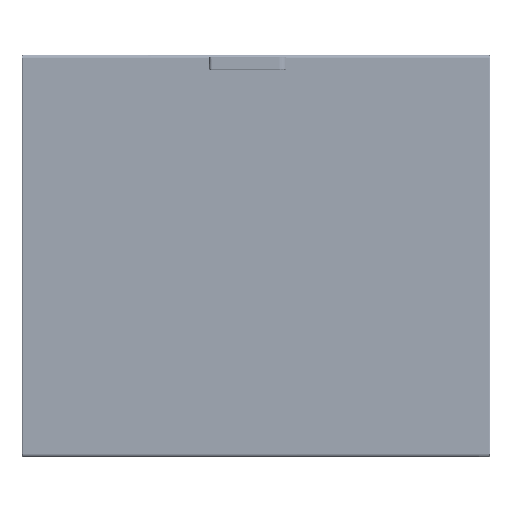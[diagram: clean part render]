
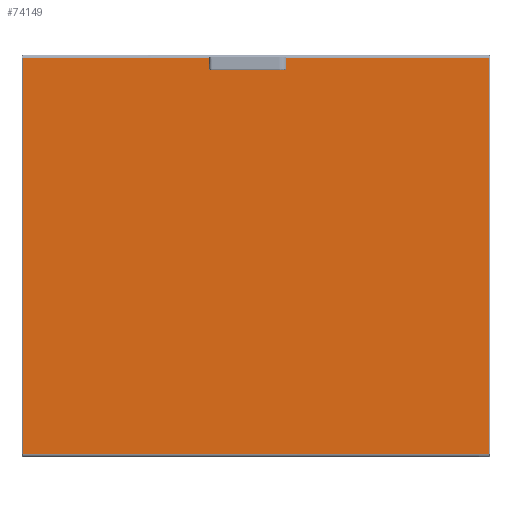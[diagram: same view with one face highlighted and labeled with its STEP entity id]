
A CAD part, top view. The second image highlights one B-rep face of the part: STEP entity #74149.
In plain terms, the highlighted planar face has unit normal (0, 0, 1).
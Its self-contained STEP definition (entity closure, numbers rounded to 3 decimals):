
#7052 = LINE ( 'NONE', #7054, #115830 ) ;
#7054 = CARTESIAN_POINT ( 'NONE',  ( 37.662, 471., 2. ) ) ;
#7056 = LINE ( 'NONE', #7067, #115839 ) ;
#7063 = DIRECTION ( 'NONE',  ( 1., 0., 0. ) ) ;
#7067 = CARTESIAN_POINT ( 'NONE',  ( -37.662, 471., 2. ) ) ;
#7070 = CARTESIAN_POINT ( 'NONE',  ( -54.3, 475.5, 2. ) ) ;
#7072 = DIRECTION ( 'NONE',  ( 0., 0., 1. ) ) ;
#7074 = DIRECTION ( 'NONE',  ( 1., 0., 0. ) ) ;
#7076 = CARTESIAN_POINT ( 'NONE',  ( 37.662, 480., 2. ) ) ;
#7078 = DIRECTION ( 'NONE',  ( 1., 0., 0. ) ) ;
#7082 = LINE ( 'NONE', #7084, #115847 ) ;
#7084 = CARTESIAN_POINT ( 'NONE',  ( 575.49, 487.5, 2. ) ) ;
#7086 = CARTESIAN_POINT ( 'NONE',  ( 54.3, 475.5, 2. ) ) ;
#7088 = DIRECTION ( 'NONE',  ( 0., 0., 1. ) ) ;
#7090 = DIRECTION ( 'NONE',  ( -1., 0., 0. ) ) ;
#7092 = LINE ( 'NONE', #7076, #115851 ) ;
#7094 = DIRECTION ( 'NONE',  ( -1., 0., 0. ) ) ;
#7096 = LINE ( 'NONE', #7102, #115863 ) ;
#7100 = DIRECTION ( 'NONE',  ( -1., 0., 0. ) ) ;
#7102 = CARTESIAN_POINT ( 'NONE',  ( -14.338, 471., 2. ) ) ;
#7109 = CARTESIAN_POINT ( 'NONE',  ( -26., 475.5, 2. ) ) ;
#7111 = DIRECTION ( 'NONE',  ( 0., 0., 1. ) ) ;
#7113 = DIRECTION ( 'NONE',  ( 1., 0., 0. ) ) ;
#7115 = CARTESIAN_POINT ( 'NONE',  ( -37.662, 480., 2. ) ) ;
#7120 = LINE ( 'NONE', #7115, #115865 ) ;
#7123 = DIRECTION ( 'NONE',  ( 1., 0., 0. ) ) ;
#7129 = DIRECTION ( 'NONE',  ( -1., 0., 0. ) ) ;
#7137 = CARTESIAN_POINT ( 'NONE',  ( 26., 475.5, 2. ) ) ;
#7139 = DIRECTION ( 'NONE',  ( 0., 0., 1. ) ) ;
#7141 = DIRECTION ( 'NONE',  ( -1., 0., 0. ) ) ;
#12836 = LINE ( 'NONE', #12977, #115169 ) ;
#12900 = LINE ( 'NONE', #12967, #115163 ) ;
#12967 = CARTESIAN_POINT ( 'NONE',  ( -575.49, -487.5, 2. ) ) ;
#12974 = DIRECTION ( 'NONE',  ( 1., 0., 0. ) ) ;
#12977 = CARTESIAN_POINT ( 'NONE',  ( -575.49, 495., 2. ) ) ;
#12984 = DIRECTION ( 'NONE',  ( 0., -1., 0. ) ) ;
#12989 = CARTESIAN_POINT ( 'NONE',  ( 575.49, 487.5, 2. ) ) ;
#12994 = LINE ( 'NONE', #12989, #115172 ) ;
#13008 = DIRECTION ( 'NONE',  ( -1., 0., 0. ) ) ;
#13030 = CARTESIAN_POINT ( 'NONE',  ( -26., 475.5, 2. ) ) ;
#13033 = DIRECTION ( 'NONE',  ( 0., 0., 1. ) ) ;
#13036 = DIRECTION ( 'NONE',  ( 1., 0., 0. ) ) ;
#13247 = LINE ( 'NONE', #13262, #115202 ) ;
#13262 = CARTESIAN_POINT ( 'NONE',  ( 575.49, -495., 2. ) ) ;
#13269 = DIRECTION ( 'NONE',  ( 0., 1., 0. ) ) ;
#32691 = CARTESIAN_POINT ( 'NONE',  ( 54.3, 475.5, 2. ) ) ;
#32694 = DIRECTION ( 'NONE',  ( 0., 0., 1. ) ) ;
#32698 = DIRECTION ( 'NONE',  ( -1., 0., 0. ) ) ;
#36117 = CARTESIAN_POINT ( 'NONE',  ( -14.338, 471., 2. ) ) ;
#36177 = CARTESIAN_POINT ( 'NONE',  ( 54.3, 480., 2. ) ) ;
#38744 = VERTEX_POINT ( 'NONE', #69054 ) ;
#38748 = VERTEX_POINT ( 'NONE', #106469 ) ;
#38749 = VERTEX_POINT ( 'NONE', #106476 ) ;
#38793 = VERTEX_POINT ( 'NONE', #60169 ) ;
#38794 = VERTEX_POINT ( 'NONE', #60172 ) ;
#38808 = VERTEX_POINT ( 'NONE', #60184 ) ;
#38921 = VERTEX_POINT ( 'NONE', #60274 ) ;
#38941 = VERTEX_POINT ( 'NONE', #60289 ) ;
#39311 = VERTEX_POINT ( 'NONE', #60421 ) ;
#39337 = VERTEX_POINT ( 'NONE', #60437 ) ;
#39429 = VERTEX_POINT ( 'NONE', #60487 ) ;
#39453 = VERTEX_POINT ( 'NONE', #60493 ) ;
#39504 = VERTEX_POINT ( 'NONE', #60505 ) ;
#39546 = VERTEX_POINT ( 'NONE', #60529 ) ;
#39571 = VERTEX_POINT ( 'NONE', #60543 ) ;
#53280 = CIRCLE ( 'NONE', #53284, 4.5 ) ;
#53284 = AXIS2_PLACEMENT_3D ( 'NONE', #32691, #32694, #32698 ) ;
#57409 = CARTESIAN_POINT ( 'NONE',  ( 26., 475.5, 2. ) ) ;
#57411 = DIRECTION ( 'NONE',  ( 0., 0., 1. ) ) ;
#57412 = DIRECTION ( 'NONE',  ( -1., 0., 0. ) ) ;
#57997 = EDGE_CURVE ( 'NONE', #38921, #39546, #64393, .T. ) ;
#60169 = CARTESIAN_POINT ( 'NONE',  ( -575.49, -487.5, 2. ) ) ;
#60172 = CARTESIAN_POINT ( 'NONE',  ( 575.49, -487.5, 2. ) ) ;
#60184 = CARTESIAN_POINT ( 'NONE',  ( -37.662, 471., 2. ) ) ;
#60274 = CARTESIAN_POINT ( 'NONE',  ( 37.662, 480., 2. ) ) ;
#60289 = CARTESIAN_POINT ( 'NONE',  ( -37.662, 480., 2. ) ) ;
#60421 = CARTESIAN_POINT ( 'NONE',  ( -54.3, 480., 2. ) ) ;
#60437 = CARTESIAN_POINT ( 'NONE',  ( 14.338, 471., 2. ) ) ;
#60487 = CARTESIAN_POINT ( 'NONE',  ( -575.49, 487.5, 2. ) ) ;
#60493 = CARTESIAN_POINT ( 'NONE',  ( -29.5, 487.5, 2. ) ) ;
#60505 = CARTESIAN_POINT ( 'NONE',  ( -54.3, 471., 2. ) ) ;
#60529 = CARTESIAN_POINT ( 'NONE',  ( 29.5, 487.5, 2. ) ) ;
#60543 = CARTESIAN_POINT ( 'NONE',  ( 37.662, 471., 2. ) ) ;
#64393 = CIRCLE ( 'NONE', #64404, 12.5 ) ;
#64404 = AXIS2_PLACEMENT_3D ( 'NONE', #57409, #57411, #57412 ) ;
#66310 = EDGE_CURVE ( 'NONE', #38749, #132906, #53280, .T. ) ;
#68623 = ORIENTED_EDGE ( 'NONE', *, *, #75494, .F. ) ;
#68627 = ORIENTED_EDGE ( 'NONE', *, *, #75487, .T. ) ;
#68630 = ORIENTED_EDGE ( 'NONE', *, *, #75479, .T. ) ;
#68634 = ORIENTED_EDGE ( 'NONE', *, *, #75476, .T. ) ;
#68637 = ORIENTED_EDGE ( 'NONE', *, *, #75545, .T. ) ;
#68641 = ORIENTED_EDGE ( 'NONE', *, *, #75292, .T. ) ;
#68644 = ORIENTED_EDGE ( 'NONE', *, *, #57997, .F. ) ;
#68648 = ORIENTED_EDGE ( 'NONE', *, *, #75296, .F. ) ;
#68651 = ORIENTED_EDGE ( 'NONE', *, *, #66310, .F. ) ;
#68655 = ORIENTED_EDGE ( 'NONE', *, *, #75289, .F. ) ;
#68658 = ORIENTED_EDGE ( 'NONE', *, *, #75278, .F. ) ;
#68662 = ORIENTED_EDGE ( 'NONE', *, *, #75314, .F. ) ;
#68665 = ORIENTED_EDGE ( 'NONE', *, *, #75307, .F. ) ;
#68669 = ORIENTED_EDGE ( 'NONE', *, *, #75300, .F. ) ;
#68672 = ORIENTED_EDGE ( 'NONE', *, *, #75285, .F. ) ;
#68676 = ORIENTED_EDGE ( 'NONE', *, *, #75281, .F. ) ;
#68679 = ORIENTED_EDGE ( 'NONE', *, *, #75311, .F. ) ;
#69054 = CARTESIAN_POINT ( 'NONE',  ( 54.3, 471., 2. ) ) ;
#74149 = ADVANCED_FACE ( 'NONE', ( #93167 ), #93168, .T. ) ;
#75278 = EDGE_CURVE ( 'NONE', #39571, #38744, #7052, .T. ) ;
#75281 = EDGE_CURVE ( 'NONE', #39311, #39504, #115835, .T. ) ;
#75285 = EDGE_CURVE ( 'NONE', #39504, #38808, #7056, .T. ) ;
#75289 = EDGE_CURVE ( 'NONE', #38744, #38749, #115844, .T. ) ;
#75292 = EDGE_CURVE ( 'NONE', #38748, #39546, #7082, .T. ) ;
#75296 = EDGE_CURVE ( 'NONE', #132906, #38921, #7092, .T. ) ;
#75300 = EDGE_CURVE ( 'NONE', #38808, #132908, #115855, .T. ) ;
#75307 = EDGE_CURVE ( 'NONE', #132908, #39337, #7096, .T. ) ;
#75311 = EDGE_CURVE ( 'NONE', #38941, #39311, #7120, .T. ) ;
#75314 = EDGE_CURVE ( 'NONE', #39337, #39571, #115867, .T. ) ;
#75476 = EDGE_CURVE ( 'NONE', #38793, #38794, #12900, .T. ) ;
#75479 = EDGE_CURVE ( 'NONE', #39429, #38793, #12836, .T. ) ;
#75487 = EDGE_CURVE ( 'NONE', #39453, #39429, #12994, .T. ) ;
#75494 = EDGE_CURVE ( 'NONE', #39453, #38941, #115176, .T. ) ;
#75545 = EDGE_CURVE ( 'NONE', #38794, #38748, #13247, .T. ) ;
#93160 = CARTESIAN_POINT ( 'NONE',  ( -575.5, -495., 2. ) ) ;
#93167 = FACE_OUTER_BOUND ( 'NONE', #123633, .T. ) ;
#93168 = PLANE ( 'NONE',  #120322 ) ;
#93172 = DIRECTION ( 'NONE',  ( 0., 0., 1. ) ) ;
#93173 = DIRECTION ( 'NONE',  ( 1., 0., 0. ) ) ;
#106469 = CARTESIAN_POINT ( 'NONE',  ( 575.49, 487.5, 2. ) ) ;
#106476 = CARTESIAN_POINT ( 'NONE',  ( 58.8, 475.5, 2. ) ) ;
#115163 = VECTOR ( 'NONE', #12974, 1000. ) ;
#115169 = VECTOR ( 'NONE', #12984, 1000. ) ;
#115172 = VECTOR ( 'NONE', #13008, 1000. ) ;
#115176 = CIRCLE ( 'NONE', #115184, 12.5 ) ;
#115184 = AXIS2_PLACEMENT_3D ( 'NONE', #13030, #13033, #13036 ) ;
#115202 = VECTOR ( 'NONE', #13269, 1000. ) ;
#115830 = VECTOR ( 'NONE', #7063, 1000. ) ;
#115835 = CIRCLE ( 'NONE', #115841, 4.5 ) ;
#115839 = VECTOR ( 'NONE', #7078, 1000. ) ;
#115841 = AXIS2_PLACEMENT_3D ( 'NONE', #7070, #7072, #7074 ) ;
#115844 = CIRCLE ( 'NONE', #115849, 4.5 ) ;
#115847 = VECTOR ( 'NONE', #7094, 1000. ) ;
#115849 = AXIS2_PLACEMENT_3D ( 'NONE', #7086, #7088, #7090 ) ;
#115851 = VECTOR ( 'NONE', #7100, 1000. ) ;
#115855 = CIRCLE ( 'NONE', #115860, 12.5 ) ;
#115860 = AXIS2_PLACEMENT_3D ( 'NONE', #7109, #7111, #7113 ) ;
#115863 = VECTOR ( 'NONE', #7123, 1000. ) ;
#115865 = VECTOR ( 'NONE', #7129, 1000. ) ;
#115867 = CIRCLE ( 'NONE', #115873, 12.5 ) ;
#115873 = AXIS2_PLACEMENT_3D ( 'NONE', #7137, #7139, #7141 ) ;
#120322 = AXIS2_PLACEMENT_3D ( 'NONE', #93160, #93172, #93173 ) ;
#123633 = EDGE_LOOP ( 'NONE', ( #68623, #68627, #68630, #68634, #68637, #68641, #68644, #68648, #68651, #68655, #68658, #68662, #68665, #68669, #68672, #68676, #68679 ) ) ;
#132906 = VERTEX_POINT ( 'NONE', #36177 ) ;
#132908 = VERTEX_POINT ( 'NONE', #36117 ) ;
